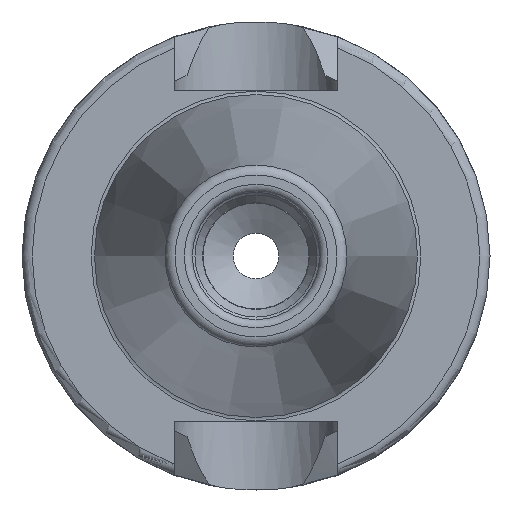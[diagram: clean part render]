
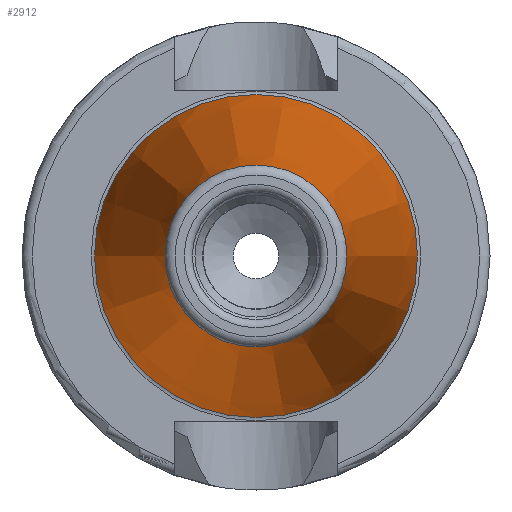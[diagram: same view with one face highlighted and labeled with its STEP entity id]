
A CAD part, left-side view. The second image highlights one B-rep face of the part: STEP entity #2912.
In plain terms, the highlighted conical face has half-angle 8.297 degrees and reference radius 12.408 mm.
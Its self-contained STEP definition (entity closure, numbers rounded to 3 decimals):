
#2878=CARTESIAN_POINT('',(-47.544,8.941,0.0));
#2879=VERTEX_POINT('',#2878);
#2880=CARTESIAN_POINT('',(-47.544,0.0,0.0));
#2881=DIRECTION('',(1.0,0.0,0.0));
#2882=DIRECTION('',(0.0,1.0,0.0));
#2883=AXIS2_PLACEMENT_3D('',#2880,#2881,#2882);
#2884=CIRCLE('',#2883,8.941);
#2885=EDGE_CURVE('',#2879,#2879,#2884,.T.);
#2893=CARTESIAN_POINT('',(-23.772,0.0,0.0));
#2894=DIRECTION('',(1.0,0.0,0.0));
#2895=DIRECTION('',(0.0,1.0,0.0));
#2896=AXIS2_PLACEMENT_3D('',#2893,#2894,#2895);
#2897=CONICAL_SURFACE('',#2896,12.408,8.297);
#2898=CARTESIAN_POINT('',(0.0,15.875,0.0));
#2899=VERTEX_POINT('',#2898);
#2900=CARTESIAN_POINT('',(0.0,0.0,0.0));
#2901=DIRECTION('',(1.0,0.0,0.0));
#2902=DIRECTION('',(0.0,1.0,0.0));
#2903=AXIS2_PLACEMENT_3D('',#2900,#2901,#2902);
#2904=CIRCLE('',#2903,15.875);
#2905=EDGE_CURVE('',#2899,#2899,#2904,.T.);
#2906=ORIENTED_EDGE('',*,*,#2905,.F.);
#2907=EDGE_LOOP('',(#2906));
#2908=FACE_OUTER_BOUND('',#2907,.T.);
#2909=ORIENTED_EDGE('',*,*,#2885,.T.);
#2910=EDGE_LOOP('',(#2909));
#2911=FACE_BOUND('',#2910,.T.);
#2912=ADVANCED_FACE('',(#2908,#2911),#2897,.T.);
